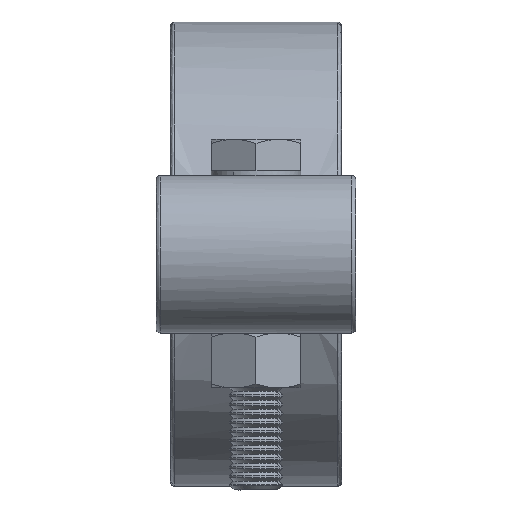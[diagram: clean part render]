
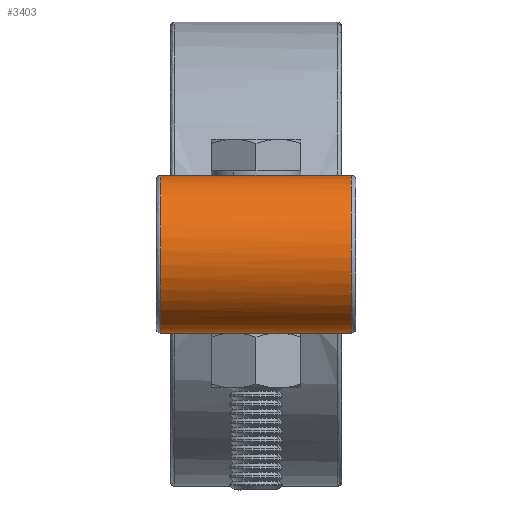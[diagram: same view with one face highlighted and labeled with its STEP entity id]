
A CAD part, left-side view. The second image highlights one B-rep face of the part: STEP entity #3403.
In plain terms, the highlighted free-form (B-spline) face has degree [1, 3] with [2, 4] control points.
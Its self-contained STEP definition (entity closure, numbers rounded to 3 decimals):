
#197 = CARTESIAN_POINT ( 'NONE',  ( -72.85, 10.61, 8.77 ) ) ;
#295 = EDGE_CURVE ( 'NONE', #10675, #6209, #5952, .T. ) ;
#614 = VERTEX_POINT ( 'NONE', #5939 ) ;
#658 = EDGE_CURVE ( 'NONE', #614, #6209, #16316, .T. ) ;
#1137 = CARTESIAN_POINT ( 'NONE',  ( -72.85, 10.61, 8.77 ) ) ;
#1238 = CARTESIAN_POINT ( 'NONE',  ( -72.85, -10.61, -8.77 ) ) ;
#2163 = CARTESIAN_POINT ( 'NONE',  ( -90.39, 10.61, -8.77 ) ) ;
#2220 = CARTESIAN_POINT ( 'NONE',  ( -72.85, 10.61, -8.77 ) ) ;
#3403 = ADVANCED_FACE ( 'NONE', ( #4031 ), #4347, .F. ) ;
#4031 = FACE_OUTER_BOUND ( 'NONE', #9052, .T. ) ;
#4347 =( BOUNDED_SURFACE ( )  B_SPLINE_SURFACE ( 1, 3, ( 
 ( #6114, #7476, #12935, #12728 ),
 ( #7636, #4960, #10096, #11457 ) ),
 .UNSPECIFIED., .F., .F., .F. ) 
 B_SPLINE_SURFACE_WITH_KNOTS ( ( 2, 2 ),
 ( 4, 4 ),
 ( 0., 1. ),
 ( 0., 1. ),
 .UNSPECIFIED. ) 
 GEOMETRIC_REPRESENTATION_ITEM ( )  RATIONAL_B_SPLINE_SURFACE ( (
 ( 1., 0.333, 0.333, 1.),
 ( 1., 0.333, 0.333, 1.) ) ) 
 REPRESENTATION_ITEM ( '' )  SURFACE ( )  );
#4465 = CARTESIAN_POINT ( 'NONE',  ( -72.85, -10.61, 8.77 ) ) ;
#4960 = CARTESIAN_POINT ( 'NONE',  ( -90.39, -10.61, 8.77 ) ) ;
#4988 = CARTESIAN_POINT ( 'NONE',  ( -72.85, 10.61, -8.77 ) ) ;
#5206 = CARTESIAN_POINT ( 'NONE',  ( -72.85, -10.61, 8.77 ) ) ;
#5768 = CARTESIAN_POINT ( 'NONE',  ( -90.39, -10.61, -8.77 ) ) ;
#5939 = CARTESIAN_POINT ( 'NONE',  ( -72.85, 10.61, -8.77 ) ) ;
#5952 =( BOUNDED_CURVE ( )  B_SPLINE_CURVE ( 3, ( #4465, #9646, #5768, #7197 ),
 .UNSPECIFIED., .F., .F. ) 
 B_SPLINE_CURVE_WITH_KNOTS ( ( 4, 4 ),
 ( 0., 3.142 ),
 .UNSPECIFIED. ) 
 CURVE ( )  GEOMETRIC_REPRESENTATION_ITEM ( )  RATIONAL_B_SPLINE_CURVE ( ( 0.957, 0.319, 0.319, 0.957 ) ) 
 REPRESENTATION_ITEM ( '' )  );
#6114 = CARTESIAN_POINT ( 'NONE',  ( -72.85, 10.61, 8.77 ) ) ;
#6209 = VERTEX_POINT ( 'NONE', #1238 ) ;
#6489 = ORIENTED_EDGE ( 'NONE', *, *, #658, .T. ) ;
#6676 = CARTESIAN_POINT ( 'NONE',  ( -72.85, -10.61, 8.77 ) ) ;
#7110 = EDGE_CURVE ( 'NONE', #614, #13399, #12542, .T. ) ;
#7197 = CARTESIAN_POINT ( 'NONE',  ( -72.85, -10.61, -8.77 ) ) ;
#7476 = CARTESIAN_POINT ( 'NONE',  ( -90.39, 10.61, 8.77 ) ) ;
#7478 = CARTESIAN_POINT ( 'NONE',  ( -72.85, 10.61, 8.77 ) ) ;
#7514 = ORIENTED_EDGE ( 'NONE', *, *, #7110, .F. ) ;
#7620 = CARTESIAN_POINT ( 'NONE',  ( -72.85, -10.61, -8.77 ) ) ;
#7636 = CARTESIAN_POINT ( 'NONE',  ( -72.85, -10.61, 8.77 ) ) ;
#8068 = ORIENTED_EDGE ( 'NONE', *, *, #10653, .F. ) ;
#9052 = EDGE_LOOP ( 'NONE', ( #7514, #6489, #16758, #8068 ) ) ;
#9646 = CARTESIAN_POINT ( 'NONE',  ( -90.39, -10.61, 8.77 ) ) ;
#10096 = CARTESIAN_POINT ( 'NONE',  ( -90.39, -10.61, -8.77 ) ) ;
#10653 = EDGE_CURVE ( 'NONE', #13399, #10675, #13241, .T. ) ;
#10675 = VERTEX_POINT ( 'NONE', #6676 ) ;
#11397 = CARTESIAN_POINT ( 'NONE',  ( -90.39, 10.61, 8.77 ) ) ;
#11457 = CARTESIAN_POINT ( 'NONE',  ( -72.85, -10.61, -8.77 ) ) ;
#12542 =( BOUNDED_CURVE ( )  B_SPLINE_CURVE ( 3, ( #2220, #2163, #11397, #7478 ),
 .UNSPECIFIED., .F., .F. ) 
 B_SPLINE_CURVE_WITH_KNOTS ( ( 4, 4 ),
 ( 0., 3.142 ),
 .UNSPECIFIED. ) 
 CURVE ( )  GEOMETRIC_REPRESENTATION_ITEM ( )  RATIONAL_B_SPLINE_CURVE ( ( 0.957, 0.319, 0.319, 0.957 ) ) 
 REPRESENTATION_ITEM ( '' )  );
#12728 = CARTESIAN_POINT ( 'NONE',  ( -72.85, 10.61, -8.77 ) ) ;
#12935 = CARTESIAN_POINT ( 'NONE',  ( -90.39, 10.61, -8.77 ) ) ;
#13241 = B_SPLINE_CURVE_WITH_KNOTS ( 'NONE', 1,
 ( #1137, #5206 ),
 .UNSPECIFIED., .F., .F.,
 ( 2, 2 ),
 ( 0., 1. ),
 .UNSPECIFIED. ) ;
#13399 = VERTEX_POINT ( 'NONE', #197 ) ;
#16316 = B_SPLINE_CURVE_WITH_KNOTS ( 'NONE', 1,
 ( #4988, #7620 ),
 .UNSPECIFIED., .F., .F.,
 ( 2, 2 ),
 ( -1., 0. ),
 .UNSPECIFIED. ) ;
#16758 = ORIENTED_EDGE ( 'NONE', *, *, #295, .F. ) ;
